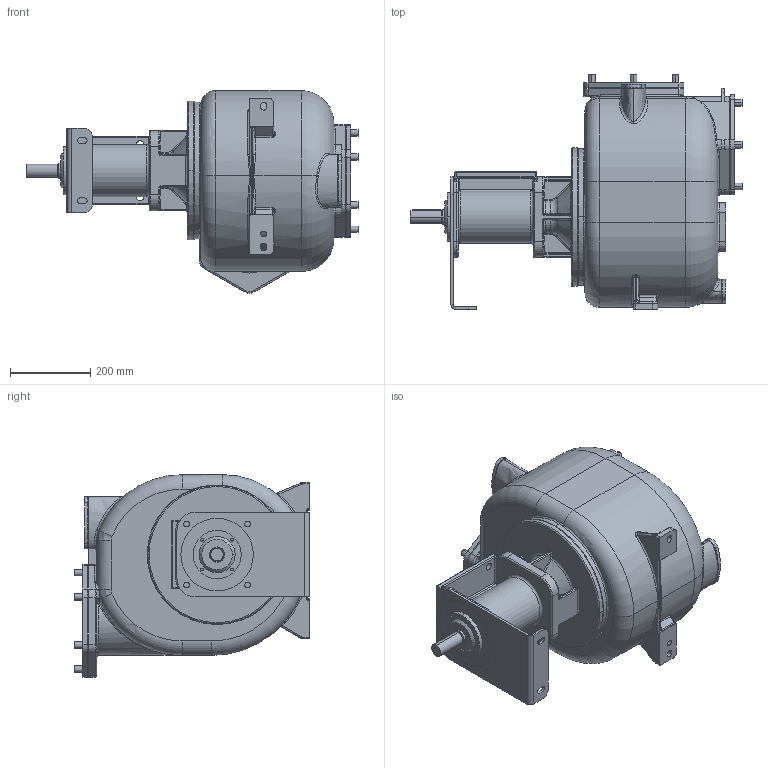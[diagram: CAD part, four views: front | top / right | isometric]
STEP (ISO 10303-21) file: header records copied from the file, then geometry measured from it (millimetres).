
FILE_DESCRIPTION((''),'2;1');
FILE_NAME('S161_B','2021-05-19T14:36:58',('Nicola'),(''),'CREO PARAMETRIC BY PTC INC, 2020342','CREO PARAMETRIC BY PTC INC, 2020342','');
FILE_SCHEMA(('CONFIG_CONTROL_DESIGN'));
Products named in the file (1): S161_B
Bounding box: 826.5 x 585 x 504.47 mm (x, y, z)
Volume: 77665321.4 mm3; surface area: 1719027.5 mm2
Topology: 2 solids, 2 shells, 987 faces, 2318 edges, 1387 vertices
Faces by surface type: cylinder 444, plane 231, bspline 149, torus 119, sphere 26, cone 14, extrusion 4
Entity records: 45514 total; most frequent: CARTESIAN_POINT 23261, DIRECTION 4764, ORIENTED_EDGE 4628, EDGE_CURVE 2314, AXIS2_PLACEMENT_3D 1978, VERTEX_POINT 1387, CIRCLE 1140, EDGE_LOOP 1091
